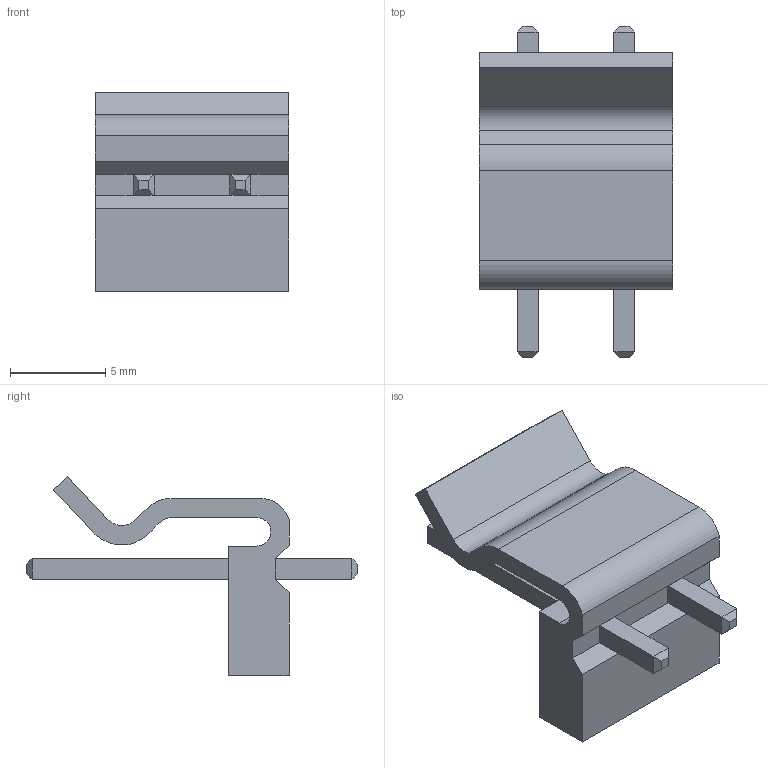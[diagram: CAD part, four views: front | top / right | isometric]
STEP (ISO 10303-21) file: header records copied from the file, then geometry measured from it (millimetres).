
FILE_DESCRIPTION (( 'STEP AP214' ), '1' );
FILE_NAME ('DF6A08EC-068E-4300-99A3-52D8A09107C3.STEP', '2022-12-09T07:30:20', ( '' ), ( '' ), 'SwSTEP 2.0', 'SolidWorks 2022', '' );
FILE_SCHEMA (( 'AUTOMOTIVE_DESIGN' ));
Length unit declared in the file: millimetre
Products named in the file (1): DF6A08EC-068E-4300-99A3-52D8A09107C3
Bounding box: 10.16 x 17.4 x 10.45 mm (x, y, z)
Volume: 395.6 mm3; surface area: 702.7 mm2
Topology: 1 solids, 1 shells, 61 faces, 147 edges, 90 vertices
Faces by surface type: plane 53, bspline 6, cylinder 2
Entity records: 2430 total; most frequent: CARTESIAN_POINT 353, ORIENTED_EDGE 294, DIRECTION 251, EDGE_CURVE 147, VECTOR 131, LINE 131, VERTEX_POINT 90, UNCERTAINTY_MEASURE_WITH_UNIT 64
